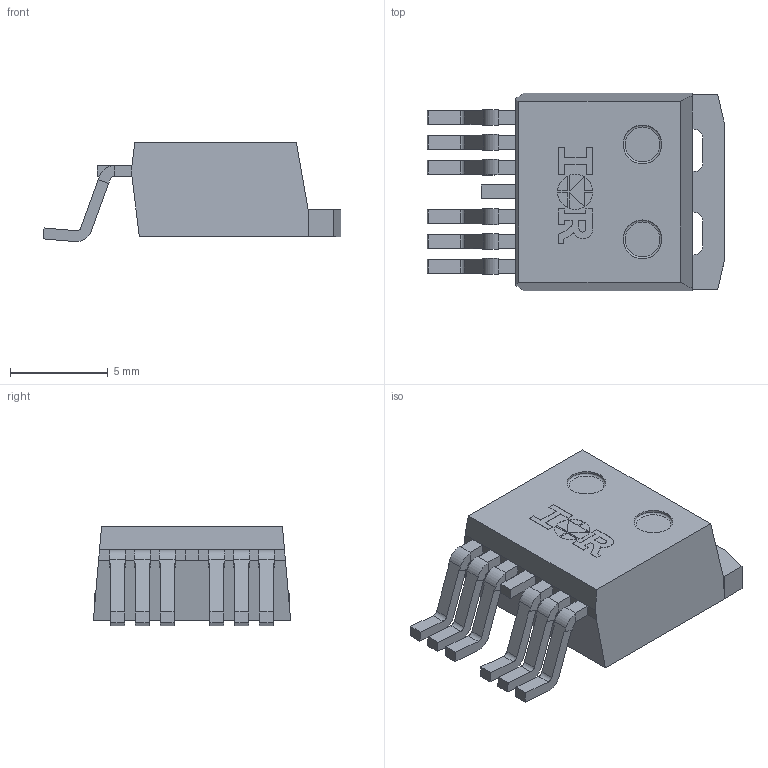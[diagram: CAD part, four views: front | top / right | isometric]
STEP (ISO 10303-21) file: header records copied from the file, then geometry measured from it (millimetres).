
FILE_DESCRIPTION(/* description */ (''),/* implementation_level */ '2;1');
FILE_NAME(/* name */ 'PG-TO263-7-904_Z8B00242795_V02_3D.stp',/* time_stamp */ '2025-04-03T18:04:16+05:30',/* author */ ('sivamani'),/* organization */ (''),/* preprocessor_version */ 'ST-DEVELOPER v19.2',/* originating_system */ 'AutoCAD Mechanical',/* authorisation */ '');
FILE_SCHEMA (('AUTOMOTIVE_DESIGN { 1 0 10303 214 3 1 1 }'));
Length unit declared in the file: millimetre
Products named in the file (1): Product
Bounding box: 15.25 x 10.1 x 5.09 mm (x, y, z)
Volume: 439.9 mm3; surface area: 674.8 mm2
Topology: 15 solids, 15 shells, 263 faces, 686 edges, 455 vertices
Faces by surface type: plane 207, cylinder 54, torus 2
Full cylindrical faces by diameter (mm): 1.98 x2
Entity records: 8059 total; most frequent: CARTESIAN_POINT 1405, ORIENTED_EDGE 1372, DIRECTION 1351, EDGE_CURVE 686, LINE 549, VECTOR 549, VERTEX_POINT 455, AXIS2_PLACEMENT_3D 401
